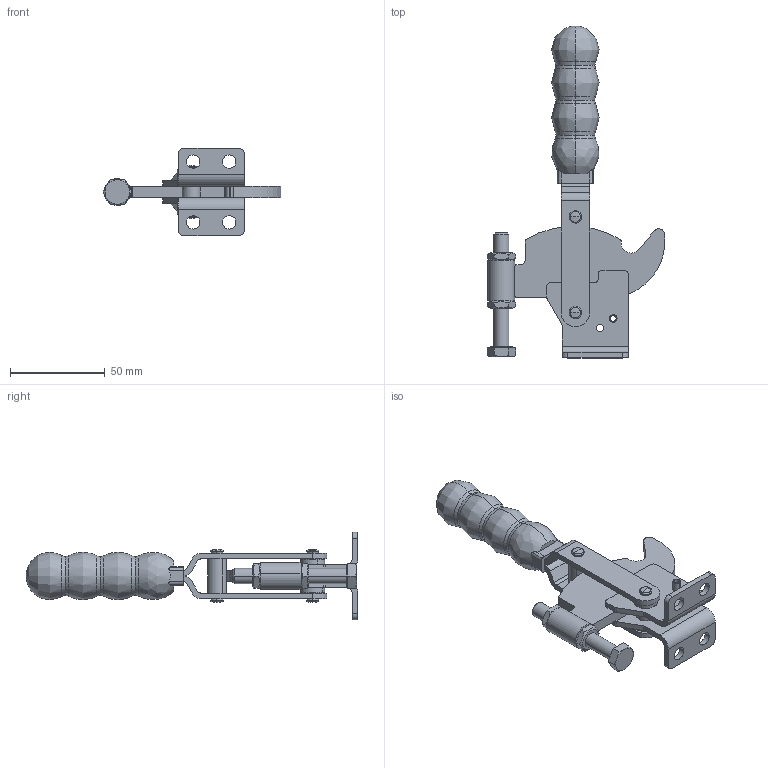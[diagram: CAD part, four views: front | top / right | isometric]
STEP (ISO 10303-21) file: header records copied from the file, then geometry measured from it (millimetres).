
FILE_DESCRIPTION((''),'2;1');
FILE_NAME('LDC85.stp','2009-11-25T09:50:14',('David'),(''),'Autodesk Inventor 8','Autodesk Inventor 8','');
FILE_SCHEMA(('AUTOMOTIVE_DESIGN { 1 0 10303 214 1 1 1 1 }'));
Length unit declared in the file: millimetre
Products named in the file (5): LDC85; LDC85 B SIDEPLATE ASSEMBLY; LDC85 HANDLE  ASSEMBLY; LDC85 BAR ASSEMBLY; ISO 4017  (Regular Thread) M8 x 60
Assembly tree (4 placements, depth 2):
  LDC85
    LDC85 B SIDEPLATE ASSEMBLY
    LDC85 HANDLE  ASSEMBLY
    LDC85 BAR ASSEMBLY
    ISO 4017  (Regular Thread) M8 x 60
Bounding box: 93.74 x 175.13 x 46 mm (x, y, z)
Volume: 75773.1 mm3; surface area: 36080.2 mm2
Topology: 5 solids, 5 shells, 288 faces, 743 edges, 470 vertices
Faces by surface type: cylinder 85, plane 78, bspline 63, cone 42, torus 16, sphere 4
Entity records: 10572 total; most frequent: CARTESIAN_POINT 3478, DIRECTION 1515, ORIENTED_EDGE 1468, EDGE_CURVE 734, AXIS2_PLACEMENT_3D 605, VERTEX_POINT 470, CIRCLE 371, EDGE_LOOP 334
